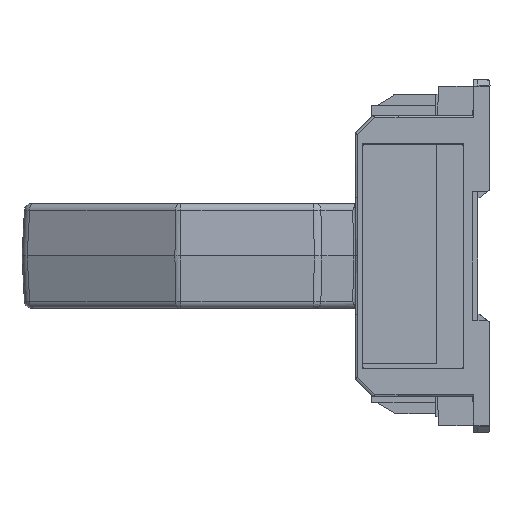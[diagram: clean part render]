
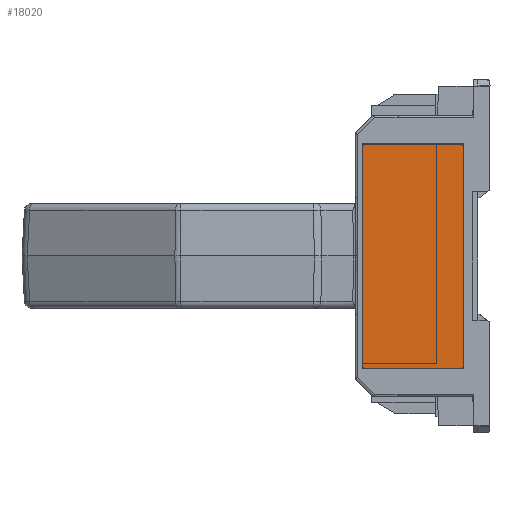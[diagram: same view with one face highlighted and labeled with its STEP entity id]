
A CAD part, left-side view. The second image highlights one B-rep face of the part: STEP entity #18020.
In plain terms, the highlighted planar face has unit normal (-1, 0, 0).
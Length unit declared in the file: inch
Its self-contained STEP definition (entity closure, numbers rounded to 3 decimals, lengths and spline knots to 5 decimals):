
#1529 = CIRCLE ( 'NONE', #43983, 0.02 ) ;
#1819 = CARTESIAN_POINT ( 'NONE',  ( -2.04197, -2.90142, -1.14225 ) ) ;
#2669 = VERTEX_POINT ( 'NONE', #37080 ) ;
#3126 = EDGE_CURVE ( 'NONE', #40883, #8280, #62232, .T. ) ;
#3752 = CARTESIAN_POINT ( 'NONE',  ( -2.04197, -2.88142, 1.32775 ) ) ;
#4280 = CARTESIAN_POINT ( 'NONE',  ( -2.04197, -1.78858, 1.31819 ) ) ;
#6470 = B_SPLINE_CURVE_WITH_KNOTS ( 'NONE', 3,
 ( #45990, #58068, #4280, #22746, #74839, #22280 ),
 .UNSPECIFIED., .F., .F.,
 ( 4, 2, 4 ),
 ( 0., 0.5, 1. ),
 .UNSPECIFIED. ) ;
#8072 = CARTESIAN_POINT ( 'NONE',  ( -2.04197, -2.88142, -1.16225 ) ) ;
#8280 = VERTEX_POINT ( 'NONE', #1819 ) ;
#9980 = VERTEX_POINT ( 'NONE', #19974 ) ;
#10144 = DIRECTION ( 'NONE',  ( -1., 0., 0. ) ) ;
#10391 = LINE ( 'NONE', #8072, #18682 ) ;
#11448 = CARTESIAN_POINT ( 'NONE',  ( -2.04197, -1.78642, 1.30775 ) ) ;
#12614 = ORIENTED_EDGE ( 'NONE', *, *, #3126, .T. ) ;
#12720 = EDGE_CURVE ( 'NONE', #64640, #58684, #1529, .T. ) ;
#15972 = CARTESIAN_POINT ( 'NONE',  ( -2.04197, -1.80642, -1.14225 ) ) ;
#16227 = DIRECTION ( 'NONE',  ( -1., 0., 0. ) ) ;
#16412 = ORIENTED_EDGE ( 'NONE', *, *, #32181, .T. ) ;
#17586 = PLANE ( 'NONE',  #64449 ) ;
#18020 = ADVANCED_FACE ( 'NONE', ( #18567 ), #17586, .T. ) ;
#18567 = FACE_OUTER_BOUND ( 'NONE', #32916, .T. ) ;
#18682 = VECTOR ( 'NONE', #19940, 39.37008 ) ;
#19153 = CARTESIAN_POINT ( 'NONE',  ( -2.04197, -2.90142, -1.14225 ) ) ;
#19940 = DIRECTION ( 'NONE',  ( 0., -1., 0. ) ) ;
#19974 = CARTESIAN_POINT ( 'NONE',  ( -2.04197, -1.80642, -1.16225 ) ) ;
#21306 = VERTEX_POINT ( 'NONE', #49236 ) ;
#21786 = LINE ( 'NONE', #3752, #39315 ) ;
#22156 = DIRECTION ( 'NONE',  ( 0., 0., 1. ) ) ;
#22280 = CARTESIAN_POINT ( 'NONE',  ( -2.04197, -1.80642, 1.32775 ) ) ;
#22746 = CARTESIAN_POINT ( 'NONE',  ( -2.04197, -1.79599, 1.32559 ) ) ;
#25878 = DIRECTION ( 'NONE',  ( 0., 0., 1. ) ) ;
#29092 = VECTOR ( 'NONE', #48053, 39.37008 ) ;
#29412 = DIRECTION ( 'NONE',  ( 0., 0., 1. ) ) ;
#31560 = CARTESIAN_POINT ( 'NONE',  ( -2.04197, -2.88142, -1.14225 ) ) ;
#32181 = EDGE_CURVE ( 'NONE', #58684, #21306, #21786, .T. ) ;
#32916 = EDGE_LOOP ( 'NONE', ( #56166, #45193, #35283, #69023, #12614, #59706, #59067, #16412 ) ) ;
#34443 = AXIS2_PLACEMENT_3D ( 'NONE', #15972, #16227, #22156 ) ;
#34667 = LINE ( 'NONE', #19153, #29092 ) ;
#34782 = EDGE_CURVE ( 'NONE', #9980, #40883, #10391, .T. ) ;
#35283 = ORIENTED_EDGE ( 'NONE', *, *, #45531, .T. ) ;
#37080 = CARTESIAN_POINT ( 'NONE',  ( -2.04197, -1.78642, 1.30775 ) ) ;
#39315 = VECTOR ( 'NONE', #44951, 39.37008 ) ;
#40731 = CARTESIAN_POINT ( 'NONE',  ( -2.04197, -2.88142, -1.16225 ) ) ;
#40883 = VERTEX_POINT ( 'NONE', #40731 ) ;
#42768 = CARTESIAN_POINT ( 'NONE',  ( -2.04197, -2.90142, 1.30775 ) ) ;
#43983 = AXIS2_PLACEMENT_3D ( 'NONE', #63215, #10144, #75031 ) ;
#44951 = DIRECTION ( 'NONE',  ( 0., 1., 0. ) ) ;
#45193 = ORIENTED_EDGE ( 'NONE', *, *, #52781, .T. ) ;
#45531 = EDGE_CURVE ( 'NONE', #67323, #9980, #46995, .T. ) ;
#45990 = CARTESIAN_POINT ( 'NONE',  ( -2.04197, -1.78642, 1.30775 ) ) ;
#46798 = CARTESIAN_POINT ( 'NONE',  ( -2.04197, -1.78642, -1.14225 ) ) ;
#46995 = CIRCLE ( 'NONE', #34443, 0.02 ) ;
#47280 = DIRECTION ( 'NONE',  ( 0., 0., -1. ) ) ;
#48053 = DIRECTION ( 'NONE',  ( 0., 0., 1. ) ) ;
#49236 = CARTESIAN_POINT ( 'NONE',  ( -2.04197, -1.80642, 1.32775 ) ) ;
#52573 = VECTOR ( 'NONE', #47280, 39.37008 ) ;
#52781 = EDGE_CURVE ( 'NONE', #2669, #67323, #54416, .T. ) ;
#54416 = LINE ( 'NONE', #11448, #52573 ) ;
#54479 = AXIS2_PLACEMENT_3D ( 'NONE', #31560, #55246, #25878 ) ;
#55246 = DIRECTION ( 'NONE',  ( -1., 0., 0. ) ) ;
#56166 = ORIENTED_EDGE ( 'NONE', *, *, #58809, .F. ) ;
#56560 = CARTESIAN_POINT ( 'NONE',  ( -2.04197, -2.88142, 1.32775 ) ) ;
#56585 = EDGE_CURVE ( 'NONE', #8280, #64640, #34667, .T. ) ;
#58068 = CARTESIAN_POINT ( 'NONE',  ( -2.04197, -1.78642, 1.31298 ) ) ;
#58684 = VERTEX_POINT ( 'NONE', #56560 ) ;
#58809 = EDGE_CURVE ( 'NONE', #2669, #21306, #6470, .T. ) ;
#59067 = ORIENTED_EDGE ( 'NONE', *, *, #12720, .T. ) ;
#59706 = ORIENTED_EDGE ( 'NONE', *, *, #56585, .T. ) ;
#62232 = CIRCLE ( 'NONE', #54479, 0.02 ) ;
#63215 = CARTESIAN_POINT ( 'NONE',  ( -2.04197, -2.88142, 1.30775 ) ) ;
#64449 = AXIS2_PLACEMENT_3D ( 'NONE', #64748, #76041, #29412 ) ;
#64640 = VERTEX_POINT ( 'NONE', #42768 ) ;
#64748 = CARTESIAN_POINT ( 'NONE',  ( -2.04197, -2.88142, -1.14225 ) ) ;
#67323 = VERTEX_POINT ( 'NONE', #46798 ) ;
#69023 = ORIENTED_EDGE ( 'NONE', *, *, #34782, .T. ) ;
#74839 = CARTESIAN_POINT ( 'NONE',  ( -2.04197, -1.80119, 1.32775 ) ) ;
#75031 = DIRECTION ( 'NONE',  ( 0., 0., 1. ) ) ;
#76041 = DIRECTION ( 'NONE',  ( -1., 0., 0. ) ) ;
